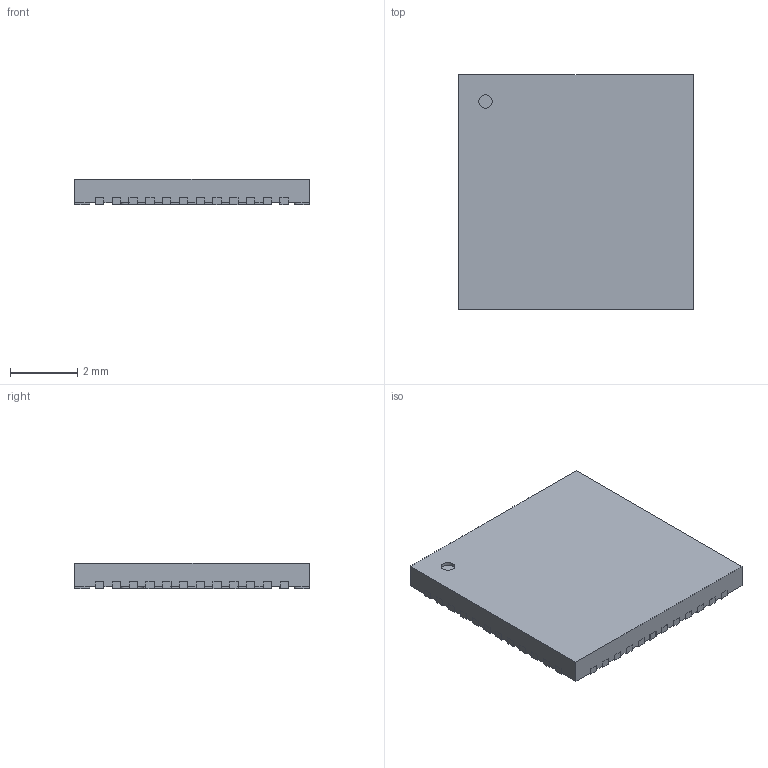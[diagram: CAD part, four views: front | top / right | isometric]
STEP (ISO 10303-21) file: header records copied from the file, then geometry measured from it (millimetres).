
FILE_DESCRIPTION (( 'STEP AP214' ), '1' );
FILE_NAME ('User Library-ADF7021-1.STEP', '2020-09-09T15:40:32', ( '' ), ( '' ), 'SwSTEP 2.0', 'SolidWorks 2020', '' );
FILE_SCHEMA (( 'AUTOMOTIVE_DESIGN' ));
Length unit declared in the file: millimetre
Products named in the file (1): User Library-ADF7021-1
Bounding box: 7 x 7 x 0.75 mm (x, y, z)
Volume: 35.4 mm3; surface area: 121.8 mm2
Topology: 1 solids, 1 shells, 506 faces, 1465 edges, 963 vertices
Faces by surface type: plane 402, cylinder 104
Entity records: 16742 total; most frequent: CARTESIAN_POINT 3361, ORIENTED_EDGE 2930, DIRECTION 2527, EDGE_CURVE 1465, LINE 1205, VECTOR 1205, VERTEX_POINT 963, AXIS2_PLACEMENT_3D 661
